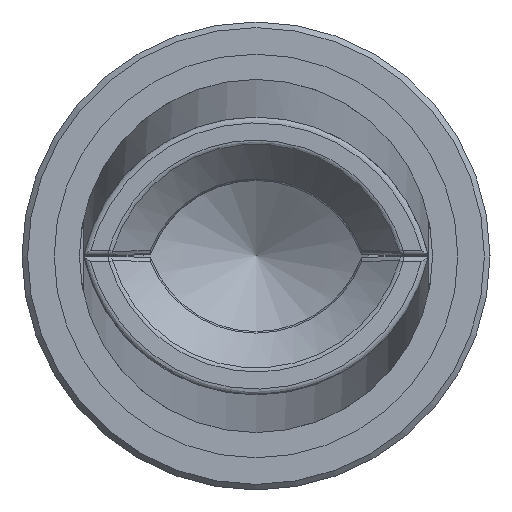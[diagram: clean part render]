
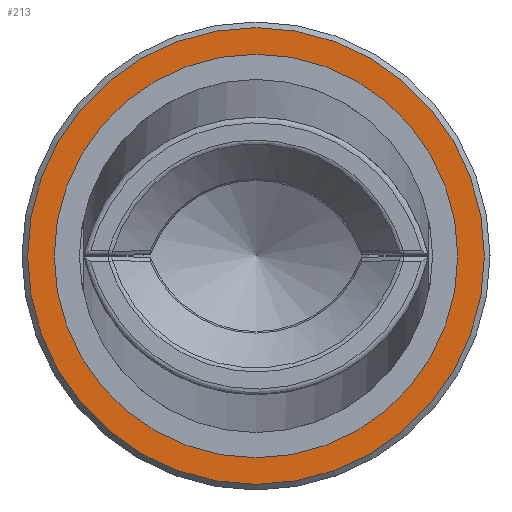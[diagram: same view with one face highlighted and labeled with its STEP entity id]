
A CAD part, left-side view. The second image highlights one B-rep face of the part: STEP entity #213.
In plain terms, the highlighted planar face has unit normal (-1, 0, 0).
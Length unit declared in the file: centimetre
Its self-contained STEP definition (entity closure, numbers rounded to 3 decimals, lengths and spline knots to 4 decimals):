
#87 = CIRCLE ( 'NONE', #1181, 0.1035 ) ;
#92 = CIRCLE ( 'NONE', #1185, 0.08 ) ;
#109 = VERTEX_POINT ( 'NONE', #1117 ) ;
#113 = VERTEX_POINT ( 'NONE', #1121 ) ;
#213 = ADVANCED_FACE ( 'NONE', ( #1533, #2853 ), #249, .F. ) ;
#249 = PLANE ( 'NONE',  #1156 ) ;
#250 = CARTESIAN_POINT ( 'NONE',  ( 0.7214, 0., 0. ) ) ;
#255 = DIRECTION ( 'NONE',  ( 1., 0., 0. ) ) ;
#256 = DIRECTION ( 'NONE',  ( 0., 0., -1. ) ) ;
#972 = CARTESIAN_POINT ( 'NONE',  ( 0.7214, 0., 0. ) ) ;
#973 = DIRECTION ( 'NONE',  ( 1., 0., 0. ) ) ;
#974 = DIRECTION ( 'NONE',  ( 0., 0., -1. ) ) ;
#1028 = CARTESIAN_POINT ( 'NONE',  ( 0.7214, 0., 0. ) ) ;
#1029 = DIRECTION ( 'NONE',  ( -1., 0., 0. ) ) ;
#1030 = DIRECTION ( 'NONE',  ( 0., 0., -1. ) ) ;
#1117 = CARTESIAN_POINT ( 'NONE',  ( 0.7214, 0., -0.1035 ) ) ;
#1121 = CARTESIAN_POINT ( 'NONE',  ( 0.7214, 0., -0.08 ) ) ;
#1156 = AXIS2_PLACEMENT_3D ( 'NONE', #250, #255, #256 ) ;
#1181 = AXIS2_PLACEMENT_3D ( 'NONE', #972, #973, #974 ) ;
#1185 = AXIS2_PLACEMENT_3D ( 'NONE', #1028, #1029, #1030 ) ;
#1533 = FACE_OUTER_BOUND ( 'NONE', #2223, .T. ) ;
#2042 = ORIENTED_EDGE ( 'NONE', *, *, #2279, .F. ) ;
#2049 = EDGE_LOOP ( 'NONE', ( #2042 ) ) ;
#2158 = ORIENTED_EDGE ( 'NONE', *, *, #2271, .F. ) ;
#2223 = EDGE_LOOP ( 'NONE', ( #2158 ) ) ;
#2271 = EDGE_CURVE ( 'NONE', #109, #109, #87, .T. ) ;
#2279 = EDGE_CURVE ( 'NONE', #113, #113, #92, .T. ) ;
#2853 = FACE_BOUND ( 'NONE', #2049, .T. ) ;
